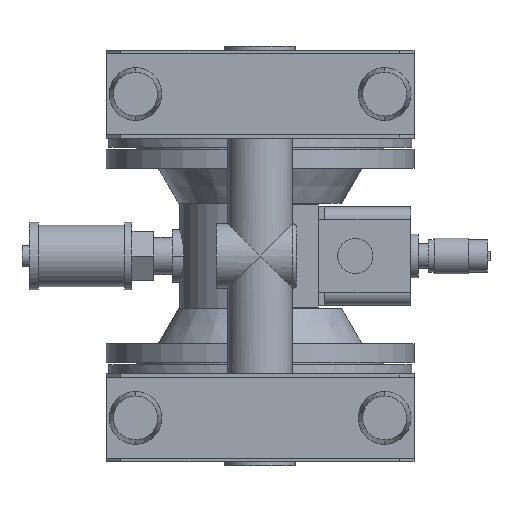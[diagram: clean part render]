
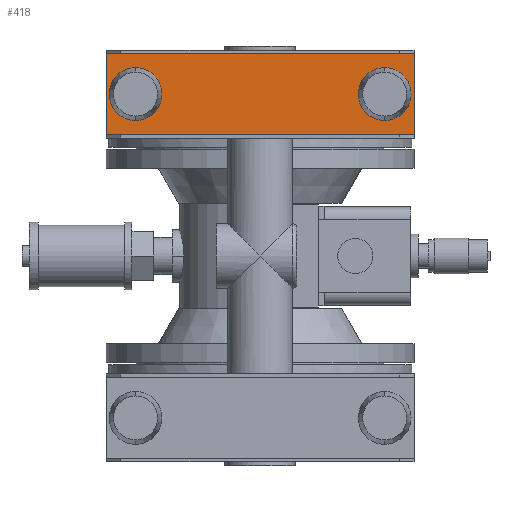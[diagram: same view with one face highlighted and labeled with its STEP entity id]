
A CAD part, front view. The second image highlights one B-rep face of the part: STEP entity #418.
In plain terms, the highlighted planar face has unit normal (0, -1, 0).
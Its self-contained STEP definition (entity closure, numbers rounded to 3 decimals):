
#368 = VERTEX_POINT ( 'NONE', #7244 ) ;
#396 = ORIENTED_EDGE ( 'NONE', *, *, #742, .T. ) ;
#404 = EDGE_LOOP ( 'NONE', ( #396, #1885, #2902, #2807 ) ) ;
#406 = ORIENTED_EDGE ( 'NONE', *, *, #1075, .T. ) ;
#407 = ORIENTED_EDGE ( 'NONE', *, *, #6398, .T. ) ;
#408 = EDGE_LOOP ( 'NONE', ( #407, #406 ) ) ;
#418 = ADVANCED_FACE ( 'NONE', ( #7386, #7366, #7365 ), #7364, .F. ) ;
#736 = VERTEX_POINT ( 'NONE', #7943 ) ;
#742 = EDGE_CURVE ( 'NONE', #736, #368, #7937, .T. ) ;
#1075 = EDGE_CURVE ( 'NONE', #6393, #6399, #8619, .T. ) ;
#1149 = EDGE_CURVE ( 'NONE', #6342, #6576, #8711, .T. ) ;
#1885 = ORIENTED_EDGE ( 'NONE', *, *, #3426, .F. ) ;
#2242 = ORIENTED_EDGE ( 'NONE', *, *, #6345, .T. ) ;
#2434 = EDGE_LOOP ( 'NONE', ( #2242, #2448 ) ) ;
#2448 = ORIENTED_EDGE ( 'NONE', *, *, #1149, .T. ) ;
#2802 = EDGE_CURVE ( 'NONE', #736, #3143, #11435, .T. ) ;
#2807 = ORIENTED_EDGE ( 'NONE', *, *, #2802, .F. ) ;
#2899 = VERTEX_POINT ( 'NONE', #11546 ) ;
#2902 = ORIENTED_EDGE ( 'NONE', *, *, #3141, .F. ) ;
#3141 = EDGE_CURVE ( 'NONE', #3143, #2899, #11951, .T. ) ;
#3143 = VERTEX_POINT ( 'NONE', #11946 ) ;
#3426 = EDGE_CURVE ( 'NONE', #2899, #368, #12423, .T. ) ;
#6342 = VERTEX_POINT ( 'NONE', #17966 ) ;
#6345 = EDGE_CURVE ( 'NONE', #6576, #6342, #17964, .T. ) ;
#6393 = VERTEX_POINT ( 'NONE', #18064 ) ;
#6398 = EDGE_CURVE ( 'NONE', #6399, #6393, #18061, .T. ) ;
#6399 = VERTEX_POINT ( 'NONE', #18050 ) ;
#6576 = VERTEX_POINT ( 'NONE', #18527 ) ;
#7244 = CARTESIAN_POINT ( 'NONE',  ( 105., -170.609, 82.8 ) ) ;
#7360 = DIRECTION ( 'NONE',  ( 0., 0., 1. ) ) ;
#7361 = DIRECTION ( 'NONE',  ( 0., 1., 0. ) ) ;
#7362 = CARTESIAN_POINT ( 'NONE',  ( -107.5, -170.609, 82.8 ) ) ;
#7363 = AXIS2_PLACEMENT_3D ( 'NONE', #7362, #7361, #7360 ) ;
#7364 = PLANE ( 'NONE',  #7363 ) ;
#7365 = FACE_BOUND ( 'NONE', #2434, .T. ) ;
#7366 = FACE_OUTER_BOUND ( 'NONE', #404, .T. ) ;
#7386 = FACE_BOUND ( 'NONE', #408, .T. ) ;
#7934 = DIRECTION ( 'NONE',  ( 1., 0., 0. ) ) ;
#7935 = VECTOR ( 'NONE', #7934, 1000. ) ;
#7936 = CARTESIAN_POINT ( 'NONE',  ( -107.5, -170.609, 82.8 ) ) ;
#7937 = LINE ( 'NONE', #7936, #7935 ) ;
#7943 = CARTESIAN_POINT ( 'NONE',  ( -105., -170.609, 82.8 ) ) ;
#8611 = DIRECTION ( 'NONE',  ( 0., 0., 1. ) ) ;
#8612 = DIRECTION ( 'NONE',  ( 0., 1., 0. ) ) ;
#8613 = CARTESIAN_POINT ( 'NONE',  ( 85., -170.609, 110.5 ) ) ;
#8614 = AXIS2_PLACEMENT_3D ( 'NONE', #8613, #8612, #8611 ) ;
#8619 = CIRCLE ( 'NONE', #8614, 18. ) ;
#8707 = DIRECTION ( 'NONE',  ( 0., 0., 1. ) ) ;
#8708 = DIRECTION ( 'NONE',  ( 0., 1., 0. ) ) ;
#8709 = CARTESIAN_POINT ( 'NONE',  ( -85., -170.609, 110.5 ) ) ;
#8710 = AXIS2_PLACEMENT_3D ( 'NONE', #8709, #8708, #8707 ) ;
#8711 = CIRCLE ( 'NONE', #8710, 18. ) ;
#11432 = DIRECTION ( 'NONE',  ( 0., 0., 1. ) ) ;
#11433 = VECTOR ( 'NONE', #11432, 1000. ) ;
#11434 = CARTESIAN_POINT ( 'NONE',  ( -105., -170.609, 80.5 ) ) ;
#11435 = LINE ( 'NONE', #11434, #11433 ) ;
#11546 = CARTESIAN_POINT ( 'NONE',  ( 105., -170.609, 138.2 ) ) ;
#11946 = CARTESIAN_POINT ( 'NONE',  ( -105., -170.609, 138.2 ) ) ;
#11948 = DIRECTION ( 'NONE',  ( 1., 0., 0. ) ) ;
#11949 = VECTOR ( 'NONE', #11948, 1000. ) ;
#11950 = CARTESIAN_POINT ( 'NONE',  ( -107.5, -170.609, 138.2 ) ) ;
#11951 = LINE ( 'NONE', #11950, #11949 ) ;
#12420 = DIRECTION ( 'NONE',  ( 0., 0., -1. ) ) ;
#12421 = VECTOR ( 'NONE', #12420, 1000. ) ;
#12422 = CARTESIAN_POINT ( 'NONE',  ( 105., -170.609, 140.5 ) ) ;
#12423 = LINE ( 'NONE', #12422, #12421 ) ;
#17960 = DIRECTION ( 'NONE',  ( 0., 0., 1. ) ) ;
#17961 = DIRECTION ( 'NONE',  ( 0., 1., 0. ) ) ;
#17962 = CARTESIAN_POINT ( 'NONE',  ( -85., -170.609, 110.5 ) ) ;
#17963 = AXIS2_PLACEMENT_3D ( 'NONE', #17962, #17961, #17960 ) ;
#17964 = CIRCLE ( 'NONE', #17963, 18. ) ;
#17966 = CARTESIAN_POINT ( 'NONE',  ( -85., -170.609, 92.5 ) ) ;
#18050 = CARTESIAN_POINT ( 'NONE',  ( 85., -170.609, 128.5 ) ) ;
#18051 = DIRECTION ( 'NONE',  ( 0., 0., 1. ) ) ;
#18052 = DIRECTION ( 'NONE',  ( 0., 1., 0. ) ) ;
#18053 = CARTESIAN_POINT ( 'NONE',  ( 85., -170.609, 110.5 ) ) ;
#18054 = AXIS2_PLACEMENT_3D ( 'NONE', #18053, #18052, #18051 ) ;
#18061 = CIRCLE ( 'NONE', #18054, 18. ) ;
#18064 = CARTESIAN_POINT ( 'NONE',  ( 85., -170.609, 92.5 ) ) ;
#18527 = CARTESIAN_POINT ( 'NONE',  ( -85., -170.609, 128.5 ) ) ;
